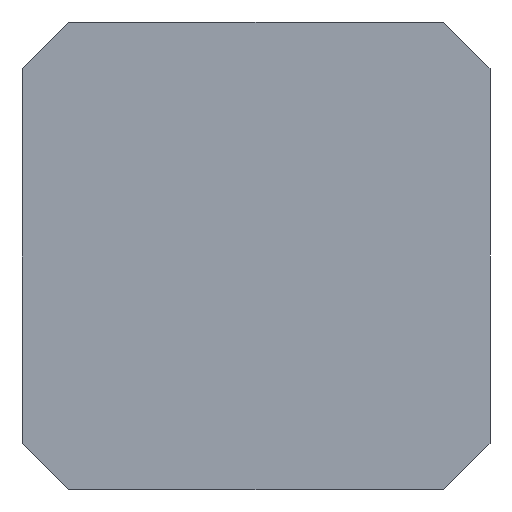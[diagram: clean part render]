
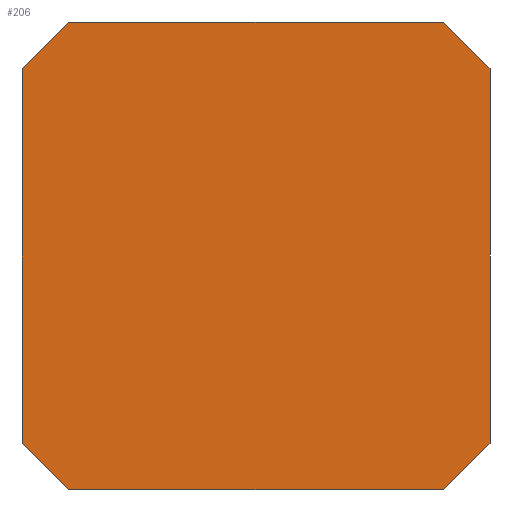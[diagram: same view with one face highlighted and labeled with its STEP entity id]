
A CAD part, front view. The second image highlights one B-rep face of the part: STEP entity #206.
In plain terms, the highlighted planar face has unit normal (0, -1, 0).
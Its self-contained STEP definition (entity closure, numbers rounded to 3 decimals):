
#27 = LINE ( 'NONE', #235, #739 ) ;
#33 = DIRECTION ( 'NONE',  ( -1., 0., 0. ) ) ;
#38 = AXIS2_PLACEMENT_3D ( 'NONE', #295, #941, #66 ) ;
#43 = VECTOR ( 'NONE', #384, 1000. ) ;
#50 = EDGE_CURVE ( 'NONE', #543, #276, #481, .T. ) ;
#57 = EDGE_LOOP ( 'NONE', ( #943, #969, #1086, #388, #76, #1050, #1143, #651 ) ) ;
#66 = DIRECTION ( 'NONE',  ( 0., 0., 1. ) ) ;
#74 = DIRECTION ( 'NONE',  ( 1., 0., 0. ) ) ;
#76 = ORIENTED_EDGE ( 'NONE', *, *, #594, .T. ) ;
#78 = VERTEX_POINT ( 'NONE', #582 ) ;
#99 = EDGE_CURVE ( 'NONE', #850, #952, #1097, .T. ) ;
#104 = CARTESIAN_POINT ( 'NONE',  ( 37.8, -44., 0. ) ) ;
#134 = VERTEX_POINT ( 'NONE', #1052 ) ;
#150 = EDGE_CURVE ( 'NONE', #798, #850, #503, .T. ) ;
#170 = DIRECTION ( 'NONE',  ( -0.707, 0., 0.707 ) ) ;
#206 = ADVANCED_FACE ( 'NONE', ( #1045 ), #1262, .F. ) ;
#224 = VECTOR ( 'NONE', #1244, 1000. ) ;
#235 = CARTESIAN_POINT ( 'NONE',  ( 4.2, -44., 0. ) ) ;
#272 = LINE ( 'NONE', #589, #1230 ) ;
#276 = VERTEX_POINT ( 'NONE', #1187 ) ;
#277 = LINE ( 'NONE', #716, #1023 ) ;
#280 = CARTESIAN_POINT ( 'NONE',  ( 0., -44., -4.2 ) ) ;
#290 = VERTEX_POINT ( 'NONE', #104 ) ;
#295 = CARTESIAN_POINT ( 'NONE',  ( 0., -44., 0. ) ) ;
#384 = DIRECTION ( 'NONE',  ( -0.707, 0., -0.707 ) ) ;
#388 = ORIENTED_EDGE ( 'NONE', *, *, #99, .T. ) ;
#393 = CARTESIAN_POINT ( 'NONE',  ( 42., -44., -37.8 ) ) ;
#419 = VECTOR ( 'NONE', #1156, 1000. ) ;
#425 = EDGE_CURVE ( 'NONE', #276, #134, #272, .T. ) ;
#481 = LINE ( 'NONE', #280, #43 ) ;
#503 = LINE ( 'NONE', #632, #1019 ) ;
#543 = VERTEX_POINT ( 'NONE', #931 ) ;
#555 = CARTESIAN_POINT ( 'NONE',  ( 42., -44., -37.8 ) ) ;
#582 = CARTESIAN_POINT ( 'NONE',  ( 42., -44., -4.2 ) ) ;
#589 = CARTESIAN_POINT ( 'NONE',  ( 0., -44., -37.8 ) ) ;
#594 = EDGE_CURVE ( 'NONE', #952, #78, #1267, .T. ) ;
#632 = CARTESIAN_POINT ( 'NONE',  ( 37.8, -44., -42. ) ) ;
#651 = ORIENTED_EDGE ( 'NONE', *, *, #50, .T. ) ;
#685 = DIRECTION ( 'NONE',  ( 0., 0., -1. ) ) ;
#716 = CARTESIAN_POINT ( 'NONE',  ( 37.8, -44., 0. ) ) ;
#730 = DIRECTION ( 'NONE',  ( 0.707, 0., -0.707 ) ) ;
#739 = VECTOR ( 'NONE', #33, 1000. ) ;
#798 = VERTEX_POINT ( 'NONE', #915 ) ;
#814 = CARTESIAN_POINT ( 'NONE',  ( 37.8, -44., -42. ) ) ;
#850 = VERTEX_POINT ( 'NONE', #814 ) ;
#903 = EDGE_CURVE ( 'NONE', #78, #290, #277, .T. ) ;
#915 = CARTESIAN_POINT ( 'NONE',  ( 4.2, -44., -42. ) ) ;
#931 = CARTESIAN_POINT ( 'NONE',  ( 4.2, -44., 0. ) ) ;
#941 = DIRECTION ( 'NONE',  ( 0., 1., 0. ) ) ;
#943 = ORIENTED_EDGE ( 'NONE', *, *, #425, .T. ) ;
#952 = VERTEX_POINT ( 'NONE', #393 ) ;
#969 = ORIENTED_EDGE ( 'NONE', *, *, #1178, .T. ) ;
#1019 = VECTOR ( 'NONE', #74, 1000. ) ;
#1023 = VECTOR ( 'NONE', #170, 1000. ) ;
#1033 = CARTESIAN_POINT ( 'NONE',  ( 4.2, -44., -42. ) ) ;
#1045 = FACE_OUTER_BOUND ( 'NONE', #57, .T. ) ;
#1050 = ORIENTED_EDGE ( 'NONE', *, *, #903, .T. ) ;
#1052 = CARTESIAN_POINT ( 'NONE',  ( 0., -44., -37.8 ) ) ;
#1086 = ORIENTED_EDGE ( 'NONE', *, *, #150, .T. ) ;
#1097 = LINE ( 'NONE', #555, #224 ) ;
#1143 = ORIENTED_EDGE ( 'NONE', *, *, #1293, .T. ) ;
#1156 = DIRECTION ( 'NONE',  ( 0., 0., 1. ) ) ;
#1166 = CARTESIAN_POINT ( 'NONE',  ( 42., -44., -4.2 ) ) ;
#1178 = EDGE_CURVE ( 'NONE', #134, #798, #1339, .T. ) ;
#1187 = CARTESIAN_POINT ( 'NONE',  ( 0., -44., -4.2 ) ) ;
#1230 = VECTOR ( 'NONE', #685, 1000. ) ;
#1244 = DIRECTION ( 'NONE',  ( 0.707, 0., 0.707 ) ) ;
#1262 = PLANE ( 'NONE',  #38 ) ;
#1267 = LINE ( 'NONE', #1166, #419 ) ;
#1293 = EDGE_CURVE ( 'NONE', #290, #543, #27, .T. ) ;
#1339 = LINE ( 'NONE', #1033, #1348 ) ;
#1348 = VECTOR ( 'NONE', #730, 1000. ) ;
